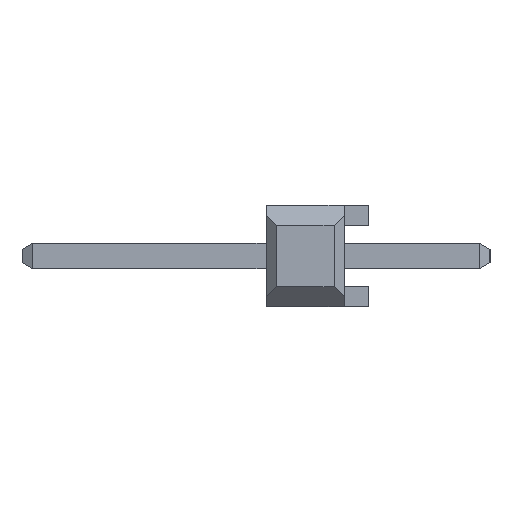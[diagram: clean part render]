
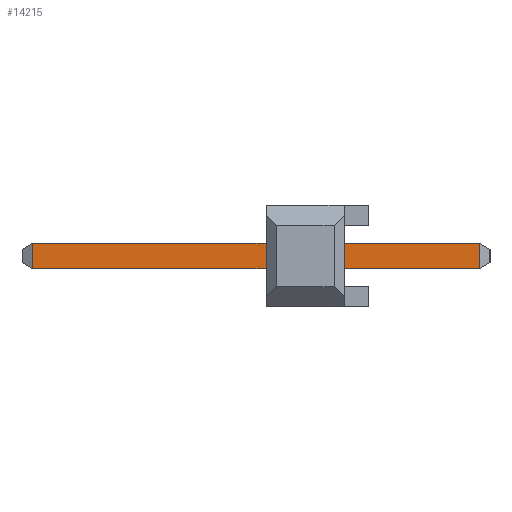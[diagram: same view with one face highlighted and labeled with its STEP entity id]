
A CAD part, left-side view. The second image highlights one B-rep face of the part: STEP entity #14215.
In plain terms, the highlighted planar face has unit normal (-1, 0, 0).
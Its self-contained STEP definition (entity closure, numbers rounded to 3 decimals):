
#13909=DIRECTION('',(0.,0.,-1.));
#13910=VECTOR('',#13909,0.635);
#13911=CARTESIAN_POINT('',(-0.318,-0.264,0.318));
#13912=LINE('',#13911,#13910);
#13958=DIRECTION('',(0.,-1.,0.));
#13959=VECTOR('',#13958,11.152);
#13960=CARTESIAN_POINT('',(-0.318,-0.264,-0.318));
#13961=LINE('',#13960,#13959);
#13965=DIRECTION('',(0.,-1.,0.));
#13966=VECTOR('',#13965,11.152);
#13967=CARTESIAN_POINT('',(-0.318,-0.264,0.318));
#13968=LINE('',#13967,#13966);
#13986=DIRECTION('',(0.,0.,-1.));
#13987=VECTOR('',#13986,0.635);
#13988=CARTESIAN_POINT('',(-0.318,-11.416,0.318));
#13989=LINE('',#13988,#13987);
#14060=CARTESIAN_POINT('',(-0.318,-0.264,-0.318));
#14062=VERTEX_POINT('',#14060);
#14070=CARTESIAN_POINT('',(-0.318,-0.264,0.318));
#14071=VERTEX_POINT('',#14070);
#14077=CARTESIAN_POINT('',(-0.318,-11.416,0.318));
#14079=VERTEX_POINT('',#14077);
#14086=CARTESIAN_POINT('',(-0.318,-11.416,-0.318));
#14087=VERTEX_POINT('',#14086);
#14203=CARTESIAN_POINT('',(-0.318,0.,0.318));
#14204=DIRECTION('',(-1.,0.,0.));
#14205=DIRECTION('',(0.,0.,-1.));
#14206=AXIS2_PLACEMENT_3D('',#14203,#14204,#14205);
#14207=PLANE('',#14206);
#14208=ORIENTED_EDGE('',*,*,#14141,.F.);
#14209=ORIENTED_EDGE('',*,*,#14170,.T.);
#14211=ORIENTED_EDGE('',*,*,#14210,.T.);
#14212=ORIENTED_EDGE('',*,*,#14195,.F.);
#14213=EDGE_LOOP('',(#14208,#14209,#14211,#14212));
#14214=FACE_OUTER_BOUND('',#14213,.F.);
#14215=ADVANCED_FACE('',(#14214),#14207,.T.);
#14141=EDGE_CURVE('',#14071,#14062,#13912,.T.);
#14170=EDGE_CURVE('',#14071,#14079,#13968,.T.);
#14195=EDGE_CURVE('',#14062,#14087,#13961,.T.);
#14210=EDGE_CURVE('',#14079,#14087,#13989,.T.);
